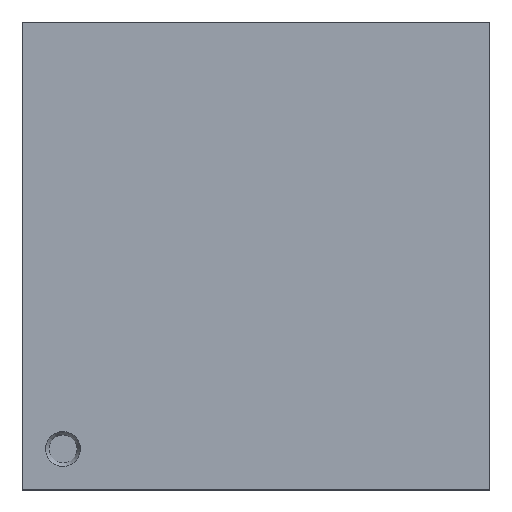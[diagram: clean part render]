
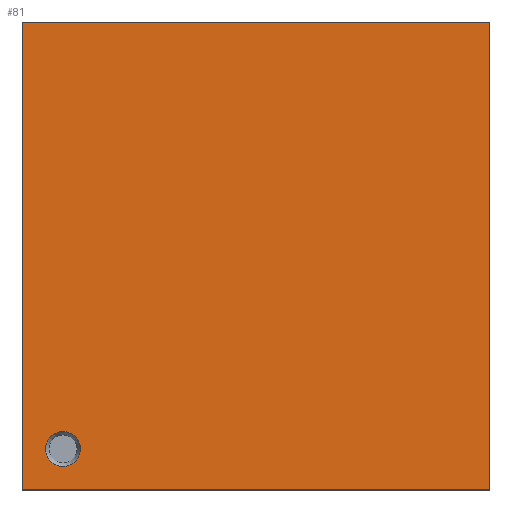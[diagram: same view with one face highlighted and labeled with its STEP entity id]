
A CAD part, top view. The second image highlights one B-rep face of the part: STEP entity #81.
In plain terms, the highlighted planar face has unit normal (0, 0, 1).
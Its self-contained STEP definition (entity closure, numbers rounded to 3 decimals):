
#19 = ORIENTED_EDGE ( 'NONE', *, *, #1419, .F. ) ;
#67 = CARTESIAN_POINT ( 'NONE',  ( -3.002, -3.3, 1.1 ) ) ;
#81 = ADVANCED_FACE ( 'NONE', ( #2363, #4656 ), #111, .T. ) ;
#111 = PLANE ( 'NONE',  #3026 ) ;
#214 = ORIENTED_EDGE ( 'NONE', *, *, #7204, .F. ) ;
#268 = VERTEX_POINT ( 'NONE', #3852 ) ;
#579 = ORIENTED_EDGE ( 'NONE', *, *, #6199, .T. ) ;
#701 = CARTESIAN_POINT ( 'NONE',  ( -4., 4., 1.1 ) ) ;
#928 = VECTOR ( 'NONE', #5992, 1000. ) ;
#931 = LINE ( 'NONE', #3145, #928 ) ;
#1377 = DIRECTION ( 'NONE',  ( 0., 0., 1. ) ) ;
#1419 = EDGE_CURVE ( 'NONE', #6562, #1613, #3625, .T. ) ;
#1458 = EDGE_CURVE ( 'NONE', #4495, #268, #4544, .T. ) ;
#1608 = DIRECTION ( 'NONE',  ( 1., 0., 0. ) ) ;
#1613 = VERTEX_POINT ( 'NONE', #67 ) ;
#1882 = CIRCLE ( 'NONE', #5990, 0.298 ) ;
#1976 = DIRECTION ( 'NONE',  ( 0., 0., 1. ) ) ;
#2153 = CARTESIAN_POINT ( 'NONE',  ( -3.3, -3.3, 1.1 ) ) ;
#2219 = DIRECTION ( 'NONE',  ( 0., 0., 1. ) ) ;
#2342 = CARTESIAN_POINT ( 'NONE',  ( 4., 4., 1.1 ) ) ;
#2363 = FACE_BOUND ( 'NONE', #5186, .T. ) ;
#2491 = CARTESIAN_POINT ( 'NONE',  ( -3.598, -3.3, 1.1 ) ) ;
#2711 = DIRECTION ( 'NONE',  ( -1., 0., 0. ) ) ;
#3026 = AXIS2_PLACEMENT_3D ( 'NONE', #5316, #1377, #7094 ) ;
#3145 = CARTESIAN_POINT ( 'NONE',  ( 4., 4., 1.1 ) ) ;
#3155 = ORIENTED_EDGE ( 'NONE', *, *, #6892, .T. ) ;
#3170 = VECTOR ( 'NONE', #3468, 1000. ) ;
#3347 = EDGE_CURVE ( 'NONE', #5849, #5217, #6452, .T. ) ;
#3468 = DIRECTION ( 'NONE',  ( 1., 0., 0. ) ) ;
#3625 = CIRCLE ( 'NONE', #6478, 0.298 ) ;
#3852 = CARTESIAN_POINT ( 'NONE',  ( 4., -4., 1.1 ) ) ;
#3892 = ORIENTED_EDGE ( 'NONE', *, *, #1458, .T. ) ;
#4158 = CARTESIAN_POINT ( 'NONE',  ( -4., 4., 1.1 ) ) ;
#4212 = DIRECTION ( 'NONE',  ( 1., 0., 0. ) ) ;
#4495 = VERTEX_POINT ( 'NONE', #6309 ) ;
#4544 = LINE ( 'NONE', #5764, #3170 ) ;
#4614 = LINE ( 'NONE', #701, #6347 ) ;
#4656 = FACE_OUTER_BOUND ( 'NONE', #6723, .T. ) ;
#5186 = EDGE_LOOP ( 'NONE', ( #214, #19 ) ) ;
#5217 = VERTEX_POINT ( 'NONE', #4158 ) ;
#5316 = CARTESIAN_POINT ( 'NONE',  ( -4., -4., 1.1 ) ) ;
#5626 = ORIENTED_EDGE ( 'NONE', *, *, #3347, .T. ) ;
#5764 = CARTESIAN_POINT ( 'NONE',  ( -4., -4., 1.1 ) ) ;
#5849 = VERTEX_POINT ( 'NONE', #2342 ) ;
#5990 = AXIS2_PLACEMENT_3D ( 'NONE', #7047, #1976, #4212 ) ;
#5992 = DIRECTION ( 'NONE',  ( 0., 1., 0. ) ) ;
#6199 = EDGE_CURVE ( 'NONE', #268, #5849, #931, .T. ) ;
#6309 = CARTESIAN_POINT ( 'NONE',  ( -4., -4., 1.1 ) ) ;
#6347 = VECTOR ( 'NONE', #6377, 1000. ) ;
#6377 = DIRECTION ( 'NONE',  ( 0., -1., 0. ) ) ;
#6452 = LINE ( 'NONE', #6647, #6773 ) ;
#6478 = AXIS2_PLACEMENT_3D ( 'NONE', #2153, #2219, #1608 ) ;
#6562 = VERTEX_POINT ( 'NONE', #2491 ) ;
#6647 = CARTESIAN_POINT ( 'NONE',  ( -4., 4., 1.1 ) ) ;
#6723 = EDGE_LOOP ( 'NONE', ( #3155, #3892, #579, #5626 ) ) ;
#6773 = VECTOR ( 'NONE', #2711, 1000. ) ;
#6892 = EDGE_CURVE ( 'NONE', #5217, #4495, #4614, .T. ) ;
#7047 = CARTESIAN_POINT ( 'NONE',  ( -3.3, -3.3, 1.1 ) ) ;
#7094 = DIRECTION ( 'NONE',  ( 1., 0., 0. ) ) ;
#7204 = EDGE_CURVE ( 'NONE', #1613, #6562, #1882, .T. ) ;
